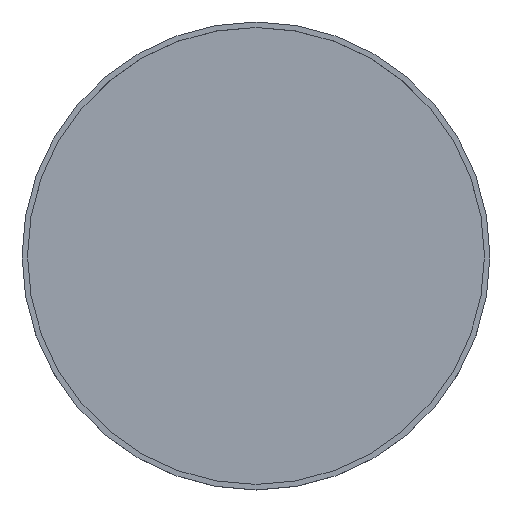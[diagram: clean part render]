
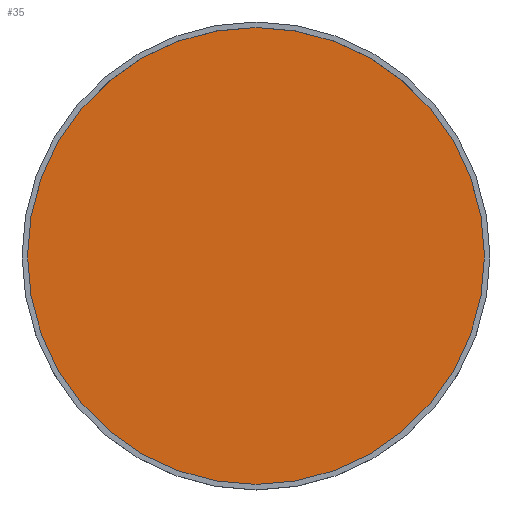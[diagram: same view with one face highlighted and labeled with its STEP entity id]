
A CAD part, top view. The second image highlights one B-rep face of the part: STEP entity #35.
In plain terms, the highlighted planar face has unit normal (0, 0, 1).
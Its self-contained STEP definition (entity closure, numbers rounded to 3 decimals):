
#35 = ADVANCED_FACE( '', ( #67 ), #68, .F. );
#67 = FACE_OUTER_BOUND( '', #92, .T. );
#68 = PLANE( '', #93 );
#92 = EDGE_LOOP( '', ( #117 ) );
#93 = AXIS2_PLACEMENT_3D( '', #118, #119, #120 );
#117 = ORIENTED_EDGE( '', *, *, #134, .F. );
#118 = CARTESIAN_POINT( '', ( 0., 0., -22. ) );
#119 = DIRECTION( '', ( 0., 0., -1. ) );
#120 = DIRECTION( '', ( -1., 0., 0. ) );
#134 = EDGE_CURVE( '', #146, #146, #147, .T. );
#146 = VERTEX_POINT( '', #159 );
#147 = CIRCLE( '', #160, 125. );
#159 = CARTESIAN_POINT( '', ( -125., 0., -22. ) );
#160 = AXIS2_PLACEMENT_3D( '', #171, #172, #173 );
#171 = CARTESIAN_POINT( '', ( 0., 0., -22. ) );
#172 = DIRECTION( '', ( 0., 0., -1. ) );
#173 = DIRECTION( '', ( -1., 0., 0. ) );
